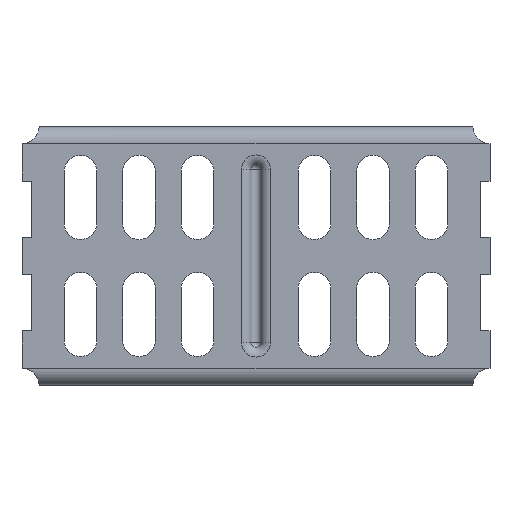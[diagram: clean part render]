
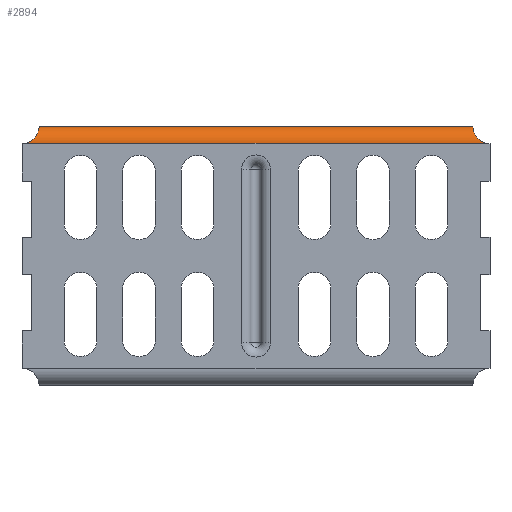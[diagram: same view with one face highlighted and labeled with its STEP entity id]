
A CAD part, top view. The second image highlights one B-rep face of the part: STEP entity #2894.
In plain terms, the highlighted cylindrical face has radius 3.6 mm (diameter 7.201 mm), a partial arc.
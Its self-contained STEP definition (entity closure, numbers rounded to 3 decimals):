
#82 = ORIENTED_EDGE ( 'NONE', *, *, #1104, .T. ) ;
#121 = CARTESIAN_POINT ( 'NONE',  ( -48.644, 24.251, -0.001 ) ) ;
#197 = CARTESIAN_POINT ( 'NONE',  ( -46.35, 27.606, -2.737 ) ) ;
#230 = EDGE_CURVE ( 'NONE', #462, #2796, #1004, .T. ) ;
#244 = CARTESIAN_POINT ( 'NONE',  ( 46.886, 25.731, -0.382 ) ) ;
#264 = CARTESIAN_POINT ( 'NONE',  ( 46.363, 27.331, -1.989 ) ) ;
#285 = EDGE_CURVE ( 'NONE', #462, #1263, #2060, .T. ) ;
#315 = CARTESIAN_POINT ( 'NONE',  ( 46.59, 26.343, -0.781 ) ) ;
#324 = FACE_OUTER_BOUND ( 'NONE', #1464, .T. ) ;
#351 = VECTOR ( 'NONE', #2793, 1000. ) ;
#462 = VERTEX_POINT ( 'NONE', #650 ) ;
#473 = CARTESIAN_POINT ( 'NONE',  ( -46.554, 26.444, -0.865 ) ) ;
#502 = CARTESIAN_POINT ( 'NONE',  ( 46.35, 27.606, -2.737 ) ) ;
#585 = B_SPLINE_CURVE_WITH_KNOTS ( 'NONE', 3,
 ( #879, #831, #121, #1314, #2784, #1563, #1846, #2549, #1332, #1921, #1428, #2895, #473, #2683, #1378, #2917, #1445, #713, #197, #1683 ),
 .UNSPECIFIED., .F., .F.,
 ( 4, 2, 2, 2, 2, 2, 2, 2, 2, 4 ),
 ( 0., 0.001, 0.002, 0.002, 0.003, 0.004, 0.004, 0.005, 0.006, 0.006 ),
 .UNSPECIFIED. ) ;
#605 = ORIENTED_EDGE ( 'NONE', *, *, #285, .F. ) ;
#650 = CARTESIAN_POINT ( 'NONE',  ( 49.151, 24.1, 0. ) ) ;
#713 = CARTESIAN_POINT ( 'NONE',  ( -46.35, 27.533, -2.483 ) ) ;
#779 = CARTESIAN_POINT ( 'NONE',  ( 46.35, 27.65, -3. ) ) ;
#796 = CARTESIAN_POINT ( 'NONE',  ( 48.17, 24.481, -0.018 ) ) ;
#831 = CARTESIAN_POINT ( 'NONE',  ( -48.892, 24.162, 0. ) ) ;
#879 = CARTESIAN_POINT ( 'NONE',  ( -49.151, 24.1, 0. ) ) ;
#915 = DIRECTION ( 'NONE',  ( -1., 0., 0. ) ) ;
#1003 = CARTESIAN_POINT ( 'NONE',  ( 46.424, 26.901, -1.322 ) ) ;
#1004 = B_SPLINE_CURVE_WITH_KNOTS ( 'NONE', 3,
 ( #1517, #1491, #2960, #796, #2484, #2469, #1456, #1954, #244, #1758, #2500, #315, #1722, #1222, #1003, #2191, #264, #2260, #502, #779 ),
 .UNSPECIFIED., .F., .F.,
 ( 4, 2, 2, 2, 2, 2, 2, 2, 2, 4 ),
 ( 0.001, 0.002, 0.002, 0.003, 0.004, 0.004, 0.005, 0.006, 0.006, 0.007 ),
 .UNSPECIFIED. ) ;
#1073 = DIRECTION ( 'NONE',  ( 0., 0., 1. ) ) ;
#1104 = EDGE_CURVE ( 'NONE', #2796, #2264, #2640, .T. ) ;
#1222 = CARTESIAN_POINT ( 'NONE',  ( 46.463, 26.728, -1.126 ) ) ;
#1263 = VERTEX_POINT ( 'NONE', #2726 ) ;
#1314 = CARTESIAN_POINT ( 'NONE',  ( -48.171, 24.481, -0.018 ) ) ;
#1325 = AXIS2_PLACEMENT_3D ( 'NONE', #1501, #2479, #1073 ) ;
#1332 = CARTESIAN_POINT ( 'NONE',  ( -46.887, 25.73, -0.381 ) ) ;
#1378 = CARTESIAN_POINT ( 'NONE',  ( -46.424, 26.903, -1.326 ) ) ;
#1416 = CARTESIAN_POINT ( 'NONE',  ( 50., 27.65, -3. ) ) ;
#1428 = CARTESIAN_POINT ( 'NONE',  ( -46.673, 26.144, -0.634 ) ) ;
#1445 = CARTESIAN_POINT ( 'NONE',  ( -46.362, 27.332, -1.992 ) ) ;
#1456 = CARTESIAN_POINT ( 'NONE',  ( 47.347, 25.13, -0.144 ) ) ;
#1464 = EDGE_LOOP ( 'NONE', ( #605, #2322, #82, #1736 ) ) ;
#1491 = CARTESIAN_POINT ( 'NONE',  ( 48.895, 24.161, 0. ) ) ;
#1501 = CARTESIAN_POINT ( 'NONE',  ( 50., 24.1, -3.6 ) ) ;
#1517 = CARTESIAN_POINT ( 'NONE',  ( 49.151, 24.1, 0. ) ) ;
#1563 = CARTESIAN_POINT ( 'NONE',  ( -47.533, 24.947, -0.097 ) ) ;
#1683 = CARTESIAN_POINT ( 'NONE',  ( -46.35, 27.65, -3. ) ) ;
#1722 = CARTESIAN_POINT ( 'NONE',  ( 46.554, 26.443, -0.864 ) ) ;
#1736 = ORIENTED_EDGE ( 'NONE', *, *, #2270, .F. ) ;
#1758 = CARTESIAN_POINT ( 'NONE',  ( 46.722, 26.04, -0.565 ) ) ;
#1846 = CARTESIAN_POINT ( 'NONE',  ( -47.348, 25.129, -0.144 ) ) ;
#1884 = VECTOR ( 'NONE', #915, 1000. ) ;
#1921 = CARTESIAN_POINT ( 'NONE',  ( -46.722, 26.04, -0.565 ) ) ;
#1954 = CARTESIAN_POINT ( 'NONE',  ( 47.025, 25.52, -0.285 ) ) ;
#2060 = LINE ( 'NONE', #2073, #351 ) ;
#2073 = CARTESIAN_POINT ( 'NONE',  ( 50., 24.1, 0. ) ) ;
#2191 = CARTESIAN_POINT ( 'NONE',  ( 46.374, 27.205, -1.758 ) ) ;
#2260 = CARTESIAN_POINT ( 'NONE',  ( 46.351, 27.532, -2.479 ) ) ;
#2264 = VERTEX_POINT ( 'NONE', #3057 ) ;
#2270 = EDGE_CURVE ( 'NONE', #1263, #2264, #585, .T. ) ;
#2292 = CYLINDRICAL_SURFACE ( 'NONE', #1325, 3.6 ) ;
#2322 = ORIENTED_EDGE ( 'NONE', *, *, #230, .T. ) ;
#2469 = CARTESIAN_POINT ( 'NONE',  ( 47.531, 24.948, -0.097 ) ) ;
#2479 = DIRECTION ( 'NONE',  ( -1., 0., 0. ) ) ;
#2484 = CARTESIAN_POINT ( 'NONE',  ( 47.947, 24.62, -0.034 ) ) ;
#2500 = CARTESIAN_POINT ( 'NONE',  ( 46.674, 26.142, -0.632 ) ) ;
#2549 = CARTESIAN_POINT ( 'NONE',  ( -47.021, 25.525, -0.287 ) ) ;
#2640 = LINE ( 'NONE', #1416, #1884 ) ;
#2683 = CARTESIAN_POINT ( 'NONE',  ( -46.463, 26.727, -1.125 ) ) ;
#2726 = CARTESIAN_POINT ( 'NONE',  ( -49.151, 24.1, 0. ) ) ;
#2784 = CARTESIAN_POINT ( 'NONE',  ( -47.943, 24.624, -0.034 ) ) ;
#2793 = DIRECTION ( 'NONE',  ( -1., 0., 0. ) ) ;
#2796 = VERTEX_POINT ( 'NONE', #3142 ) ;
#2894 = ADVANCED_FACE ( 'NONE', ( #324 ), #2292, .T. ) ;
#2895 = CARTESIAN_POINT ( 'NONE',  ( -46.589, 26.346, -0.784 ) ) ;
#2917 = CARTESIAN_POINT ( 'NONE',  ( -46.374, 27.204, -1.757 ) ) ;
#2960 = CARTESIAN_POINT ( 'NONE',  ( 48.642, 24.252, -0.001 ) ) ;
#3057 = CARTESIAN_POINT ( 'NONE',  ( -46.35, 27.65, -3. ) ) ;
#3142 = CARTESIAN_POINT ( 'NONE',  ( 46.35, 27.65, -3. ) ) ;
